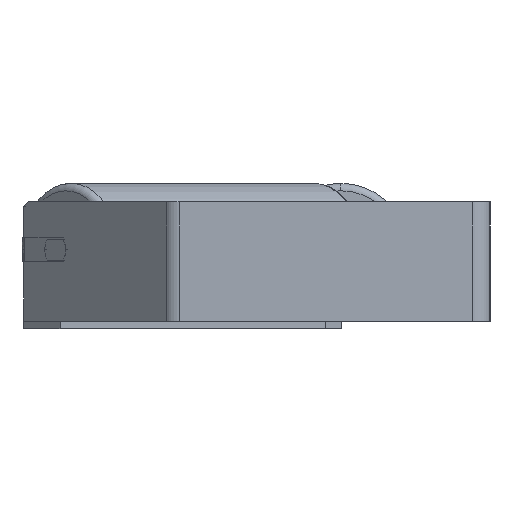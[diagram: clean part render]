
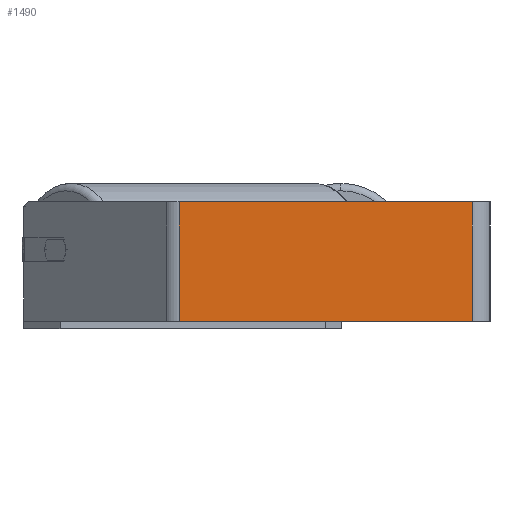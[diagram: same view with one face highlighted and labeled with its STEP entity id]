
A CAD part, left-side view. The second image highlights one B-rep face of the part: STEP entity #1490.
In plain terms, the highlighted planar face has unit normal (-1, 0, 0).
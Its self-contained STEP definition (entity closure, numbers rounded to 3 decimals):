
#75 = VECTOR ( 'NONE', #1638, 1000. ) ;
#115 = VECTOR ( 'NONE', #669, 1000. ) ;
#539 = EDGE_CURVE ( 'NONE', #7768, #2231, #7911, .T. ) ;
#669 = DIRECTION ( 'NONE',  ( 0., -1., 0. ) ) ;
#909 = ORIENTED_EDGE ( 'NONE', *, *, #3419, .T. ) ;
#1097 = ORIENTED_EDGE ( 'NONE', *, *, #539, .F. ) ;
#1360 = CARTESIAN_POINT ( 'NONE',  ( -415., 213.181, -40. ) ) ;
#1490 = ADVANCED_FACE ( 'NONE', ( #8243 ), #8836, .F. ) ;
#1638 = DIRECTION ( 'NONE',  ( 0., -1., 0. ) ) ;
#1733 = LINE ( 'NONE', #6583, #2916 ) ;
#1930 = DIRECTION ( 'NONE',  ( 1., 0., 0. ) ) ;
#2069 = CARTESIAN_POINT ( 'NONE',  ( -415., 12., 40. ) ) ;
#2231 = VERTEX_POINT ( 'NONE', #3714 ) ;
#2578 = DIRECTION ( 'NONE',  ( 0., 1., 0. ) ) ;
#2723 = AXIS2_PLACEMENT_3D ( 'NONE', #6044, #1930, #2578 ) ;
#2776 = CARTESIAN_POINT ( 'NONE',  ( -415., 208.21, 40. ) ) ;
#2909 = EDGE_CURVE ( 'NONE', #7768, #4504, #1733, .T. ) ;
#2916 = VECTOR ( 'NONE', #4531, 1000. ) ;
#3076 = CARTESIAN_POINT ( 'NONE',  ( -415., 208.21, -40. ) ) ;
#3419 = EDGE_CURVE ( 'NONE', #4504, #5028, #6938, .T. ) ;
#3583 = LINE ( 'NONE', #2069, #6436 ) ;
#3714 = CARTESIAN_POINT ( 'NONE',  ( -415., 12., 40. ) ) ;
#4504 = VERTEX_POINT ( 'NONE', #3076 ) ;
#4531 = DIRECTION ( 'NONE',  ( 0., 0., -1. ) ) ;
#5028 = VERTEX_POINT ( 'NONE', #7313 ) ;
#5508 = DIRECTION ( 'NONE',  ( 0., 0., -1. ) ) ;
#5855 = EDGE_CURVE ( 'NONE', #2231, #5028, #3583, .T. ) ;
#6044 = CARTESIAN_POINT ( 'NONE',  ( -415., 213.181, 40. ) ) ;
#6137 = ORIENTED_EDGE ( 'NONE', *, *, #5855, .F. ) ;
#6436 = VECTOR ( 'NONE', #5508, 1000. ) ;
#6583 = CARTESIAN_POINT ( 'NONE',  ( -415., 208.21, 40. ) ) ;
#6938 = LINE ( 'NONE', #1360, #115 ) ;
#7313 = CARTESIAN_POINT ( 'NONE',  ( -415., 12., -40. ) ) ;
#7354 = CARTESIAN_POINT ( 'NONE',  ( -415., 213.181, 40. ) ) ;
#7768 = VERTEX_POINT ( 'NONE', #2776 ) ;
#7911 = LINE ( 'NONE', #7354, #75 ) ;
#8243 = FACE_OUTER_BOUND ( 'NONE', #8310, .T. ) ;
#8310 = EDGE_LOOP ( 'NONE', ( #909, #6137, #1097, #8544 ) ) ;
#8544 = ORIENTED_EDGE ( 'NONE', *, *, #2909, .T. ) ;
#8836 = PLANE ( 'NONE',  #2723 ) ;
